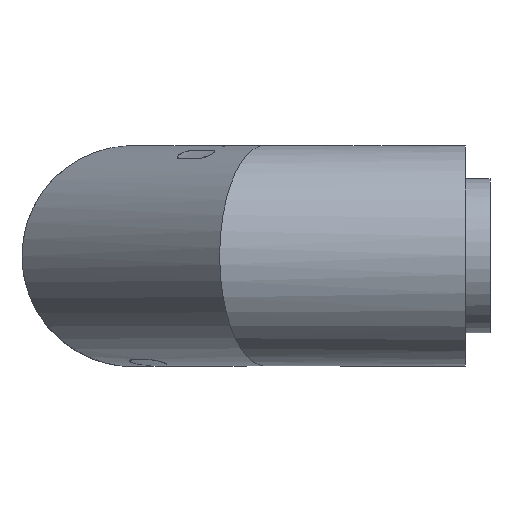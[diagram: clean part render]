
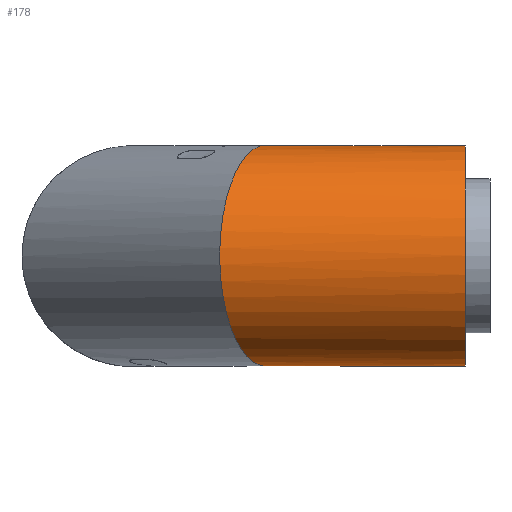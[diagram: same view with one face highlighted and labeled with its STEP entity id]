
A CAD part, top view. The second image highlights one B-rep face of the part: STEP entity #178.
In plain terms, the highlighted cylindrical face has radius 45 mm (diameter 90 mm), a full revolution.
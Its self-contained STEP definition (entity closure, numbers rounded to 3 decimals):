
#178 = ADVANCED_FACE( '', ( #467, #468, #469 ), #470, .T. );
#467 = FACE_OUTER_BOUND( '', #874, .T. );
#468 = FACE_OUTER_BOUND( '', #875, .T. );
#469 = FACE_BOUND( '', #876, .T. );
#470 = CYLINDRICAL_SURFACE( '', #877, 45. );
#874 = EDGE_LOOP( '', ( #1359 ) );
#875 = EDGE_LOOP( '', ( #1360 ) );
#876 = EDGE_LOOP( '', ( #1361, #1362, #1363, #1364 ) );
#877 = AXIS2_PLACEMENT_3D( '', #1365, #1366, #1367 );
#1359 = ORIENTED_EDGE( '', *, *, #2458, .F. );
#1360 = ORIENTED_EDGE( '', *, *, #2416, .T. );
#1361 = ORIENTED_EDGE( '', *, *, #2459, .F. );
#1362 = ORIENTED_EDGE( '', *, *, #2460, .F. );
#1363 = ORIENTED_EDGE( '', *, *, #2461, .F. );
#1364 = ORIENTED_EDGE( '', *, *, #2462, .F. );
#1365 = CARTESIAN_POINT( '', ( 146., 0., 146. ) );
#1366 = DIRECTION( '', ( -1., 0., 0. ) );
#1367 = DIRECTION( '', ( 0., 0., -1. ) );
#2416 = EDGE_CURVE( '', #2895, #2895, #2896, .F. );
#2458 = EDGE_CURVE( '', #2970, #2970, #2971, .T. );
#2459 = EDGE_CURVE( '', #2972, #2973, #2974, .T. );
#2460 = EDGE_CURVE( '', #2975, #2972, #2976, .T. );
#2461 = EDGE_CURVE( '', #2977, #2975, #2978, .F. );
#2462 = EDGE_CURVE( '', #2973, #2977, #2979, .T. );
#2895 = VERTEX_POINT( '', #3791 );
#2896 = ELLIPSE( '', #3792, 48.708, 45. );
#2970 = VERTEX_POINT( '', #4237 );
#2971 = CIRCLE( '', #4238, 45. );
#2972 = VERTEX_POINT( '', #4239 );
#2973 = VERTEX_POINT( '', #4240 );
#2974 = LINE( '', #4241, #4242 );
#2975 = VERTEX_POINT( '', #4243 );
#2976 = B_SPLINE_CURVE_WITH_KNOTS( '', 3, ( #4244, #4245, #4246, #4247, #4248, #4249, #4250, #4251, #4252, #4253, #4254, #4255, #4256, #4257, #4258, #4259, #4260, #4261, #4262, #4263, #4264, #4265, #4266, #4267, #4268, #4269, #4270, #4271, #4272, #4273, #4274, #4275, #4276, #4277 ), .UNSPECIFIED., .F., .F., ( 4, 2, 2, 2, 2, 2, 2, 2, 2, 2, 2, 2, 2, 2, 2, 2, 4 ), ( 0., 0.001, 0.002, 0.002, 0.003, 0.004, 0.005, 0.005, 0.006, 0.007, 0.008, 0.009, 0.009, 0.01, 0.011, 0.012, 0.013 ), .UNSPECIFIED. );
#2977 = VERTEX_POINT( '', #4278 );
#2978 = LINE( '', #4279, #4280 );
#2979 = B_SPLINE_CURVE_WITH_KNOTS( '', 3, ( #4281, #4282, #4283, #4284, #4285, #4286, #4287, #4288, #4289, #4290, #4291, #4292, #4293, #4294, #4295, #4296, #4297, #4298, #4299, #4300, #4301, #4302, #4303, #4304, #4305, #4306, #4307, #4308, #4309, #4310, #4311, #4312, #4313, #4314 ), .UNSPECIFIED., .F., .F., ( 4, 2, 2, 2, 2, 2, 2, 2, 2, 2, 2, 2, 2, 2, 2, 2, 4 ), ( 0., 0.001, 0.002, 0.002, 0.003, 0.004, 0.005, 0.005, 0.006, 0.007, 0.008, 0.009, 0.009, 0.01, 0.011, 0.012, 0.013 ), .UNSPECIFIED. );
#3791 = CARTESIAN_POINT( '', ( 73., 0., 101. ) );
#3792 = AXIS2_PLACEMENT_3D( '', #5609, #5610, #5611 );
#4237 = CARTESIAN_POINT( '', ( 136., 0., 101. ) );
#4238 = AXIS2_PLACEMENT_3D( '', #5642, #5643, #5644 );
#4239 = CARTESIAN_POINT( '', ( 83., 44.822, 150. ) );
#4240 = CARTESIAN_POINT( '', ( 93., 44.822, 150. ) );
#4241 = CARTESIAN_POINT( '', ( 146., 44.822, 150. ) );
#4242 = VECTOR( '', #5645, 1000. );
#4243 = CARTESIAN_POINT( '', ( 83., 44.822, 142. ) );
#4244 = CARTESIAN_POINT( '', ( 83., 44.822, 142. ) );
#4245 = CARTESIAN_POINT( '', ( 82.736, 44.822, 142. ) );
#4246 = CARTESIAN_POINT( '', ( 82.476, 44.824, 142.026 ) );
#4247 = CARTESIAN_POINT( '', ( 81.964, 44.833, 142.128 ) );
#4248 = CARTESIAN_POINT( '', ( 81.71, 44.84, 142.205 ) );
#4249 = CARTESIAN_POINT( '', ( 81.226, 44.856, 142.405 ) );
#4250 = CARTESIAN_POINT( '', ( 80.996, 44.866, 142.528 ) );
#4251 = CARTESIAN_POINT( '', ( 80.562, 44.888, 142.818 ) );
#4252 = CARTESIAN_POINT( '', ( 80.356, 44.899, 142.987 ) );
#4253 = CARTESIAN_POINT( '', ( 79.987, 44.923, 143.356 ) );
#4254 = CARTESIAN_POINT( '', ( 79.822, 44.934, 143.557 ) );
#4255 = CARTESIAN_POINT( '', ( 79.529, 44.956, 143.994 ) );
#4256 = CARTESIAN_POINT( '', ( 79.405, 44.966, 144.227 ) );
#4257 = CARTESIAN_POINT( '', ( 79.205, 44.982, 144.708 ) );
#4258 = CARTESIAN_POINT( '', ( 79.129, 44.989, 144.96 ) );
#4259 = CARTESIAN_POINT( '', ( 79.026, 44.998, 145.477 ) );
#4260 = CARTESIAN_POINT( '', ( 79., 45., 145.736 ) );
#4261 = CARTESIAN_POINT( '', ( 79., 45., 146.258 ) );
#4262 = CARTESIAN_POINT( '', ( 79.026, 44.998, 146.523 ) );
#4263 = CARTESIAN_POINT( '', ( 79.128, 44.989, 147.036 ) );
#4264 = CARTESIAN_POINT( '', ( 79.203, 44.982, 147.286 ) );
#4265 = CARTESIAN_POINT( '', ( 79.403, 44.966, 147.77 ) );
#4266 = CARTESIAN_POINT( '', ( 79.529, 44.956, 148.004 ) );
#4267 = CARTESIAN_POINT( '', ( 79.818, 44.934, 148.438 ) );
#4268 = CARTESIAN_POINT( '', ( 79.983, 44.923, 148.64 ) );
#4269 = CARTESIAN_POINT( '', ( 80.356, 44.899, 149.013 ) );
#4270 = CARTESIAN_POINT( '', ( 80.558, 44.888, 149.179 ) );
#4271 = CARTESIAN_POINT( '', ( 80.991, 44.866, 149.469 ) );
#4272 = CARTESIAN_POINT( '', ( 81.225, 44.856, 149.594 ) );
#4273 = CARTESIAN_POINT( '', ( 81.709, 44.84, 149.795 ) );
#4274 = CARTESIAN_POINT( '', ( 81.958, 44.833, 149.871 ) );
#4275 = CARTESIAN_POINT( '', ( 82.471, 44.824, 149.973 ) );
#4276 = CARTESIAN_POINT( '', ( 82.736, 44.822, 150. ) );
#4277 = CARTESIAN_POINT( '', ( 83., 44.822, 150. ) );
#4278 = CARTESIAN_POINT( '', ( 93., 44.822, 142. ) );
#4279 = CARTESIAN_POINT( '', ( 146., 44.822, 142. ) );
#4280 = VECTOR( '', #5646, 1000. );
#4281 = CARTESIAN_POINT( '', ( 93., 44.822, 150. ) );
#4282 = CARTESIAN_POINT( '', ( 93.264, 44.822, 150. ) );
#4283 = CARTESIAN_POINT( '', ( 93.524, 44.824, 149.974 ) );
#4284 = CARTESIAN_POINT( '', ( 94.036, 44.833, 149.872 ) );
#4285 = CARTESIAN_POINT( '', ( 94.29, 44.84, 149.795 ) );
#4286 = CARTESIAN_POINT( '', ( 94.774, 44.856, 149.595 ) );
#4287 = CARTESIAN_POINT( '', ( 95.004, 44.866, 149.472 ) );
#4288 = CARTESIAN_POINT( '', ( 95.438, 44.888, 149.182 ) );
#4289 = CARTESIAN_POINT( '', ( 95.644, 44.899, 149.013 ) );
#4290 = CARTESIAN_POINT( '', ( 96.013, 44.923, 148.644 ) );
#4291 = CARTESIAN_POINT( '', ( 96.178, 44.934, 148.443 ) );
#4292 = CARTESIAN_POINT( '', ( 96.471, 44.956, 148.006 ) );
#4293 = CARTESIAN_POINT( '', ( 96.595, 44.966, 147.773 ) );
#4294 = CARTESIAN_POINT( '', ( 96.795, 44.982, 147.292 ) );
#4295 = CARTESIAN_POINT( '', ( 96.871, 44.989, 147.04 ) );
#4296 = CARTESIAN_POINT( '', ( 96.974, 44.998, 146.523 ) );
#4297 = CARTESIAN_POINT( '', ( 97., 45., 146.264 ) );
#4298 = CARTESIAN_POINT( '', ( 97., 45., 145.742 ) );
#4299 = CARTESIAN_POINT( '', ( 96.974, 44.998, 145.477 ) );
#4300 = CARTESIAN_POINT( '', ( 96.872, 44.989, 144.964 ) );
#4301 = CARTESIAN_POINT( '', ( 96.797, 44.982, 144.714 ) );
#4302 = CARTESIAN_POINT( '', ( 96.597, 44.966, 144.23 ) );
#4303 = CARTESIAN_POINT( '', ( 96.471, 44.956, 143.996 ) );
#4304 = CARTESIAN_POINT( '', ( 96.182, 44.934, 143.562 ) );
#4305 = CARTESIAN_POINT( '', ( 96.017, 44.923, 143.36 ) );
#4306 = CARTESIAN_POINT( '', ( 95.644, 44.899, 142.987 ) );
#4307 = CARTESIAN_POINT( '', ( 95.442, 44.888, 142.821 ) );
#4308 = CARTESIAN_POINT( '', ( 95.009, 44.866, 142.531 ) );
#4309 = CARTESIAN_POINT( '', ( 94.775, 44.856, 142.406 ) );
#4310 = CARTESIAN_POINT( '', ( 94.291, 44.84, 142.205 ) );
#4311 = CARTESIAN_POINT( '', ( 94.042, 44.833, 142.129 ) );
#4312 = CARTESIAN_POINT( '', ( 93.529, 44.824, 142.027 ) );
#4313 = CARTESIAN_POINT( '', ( 93.264, 44.822, 142. ) );
#4314 = CARTESIAN_POINT( '', ( 93., 44.822, 142. ) );
#5609 = CARTESIAN_POINT( '', ( 54.36, 0., 146. ) );
#5610 = DIRECTION( '', ( -0.924, 0., -0.383 ) );
#5611 = DIRECTION( '', ( 0.383, 0., -0.924 ) );
#5642 = CARTESIAN_POINT( '', ( 136., 0., 146. ) );
#5643 = DIRECTION( '', ( 1., 0., 0. ) );
#5644 = DIRECTION( '', ( 0., 0., -1. ) );
#5645 = DIRECTION( '', ( 1., 0., 0. ) );
#5646 = DIRECTION( '', ( 1., 0., 0. ) );
